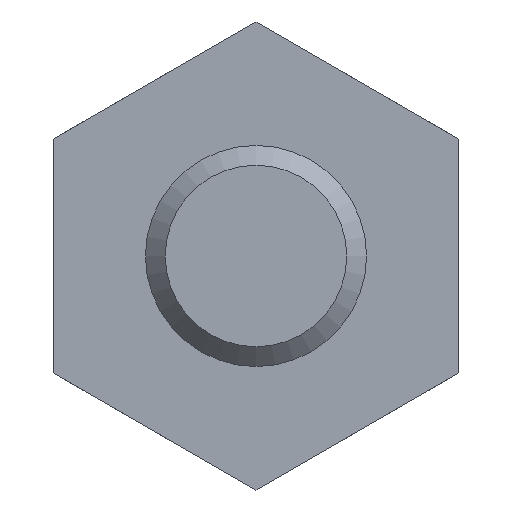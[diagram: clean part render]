
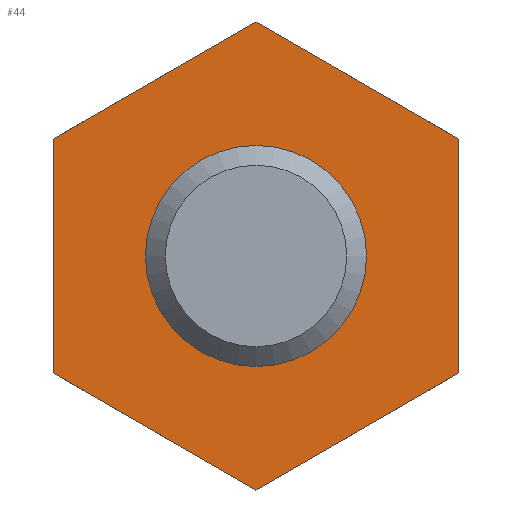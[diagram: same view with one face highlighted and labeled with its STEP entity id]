
A CAD part, front view. The second image highlights one B-rep face of the part: STEP entity #44.
In plain terms, the highlighted planar face has unit normal (0, -1, 0).
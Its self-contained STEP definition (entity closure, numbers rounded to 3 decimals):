
#44 = ADVANCED_FACE( '', ( #94, #95 ), #96, .F. );
#94 = FACE_BOUND( '', #150, .T. );
#95 = FACE_OUTER_BOUND( '', #151, .T. );
#96 = PLANE( '', #152 );
#150 = EDGE_LOOP( '', ( #209 ) );
#151 = EDGE_LOOP( '', ( #210, #211, #212, #213, #214, #215 ) );
#152 = AXIS2_PLACEMENT_3D( '', #216, #217, #218 );
#209 = ORIENTED_EDGE( '', *, *, #295, .F. );
#210 = ORIENTED_EDGE( '', *, *, #304, .F. );
#211 = ORIENTED_EDGE( '', *, *, #305, .F. );
#212 = ORIENTED_EDGE( '', *, *, #306, .F. );
#213 = ORIENTED_EDGE( '', *, *, #301, .F. );
#214 = ORIENTED_EDGE( '', *, *, #307, .T. );
#215 = ORIENTED_EDGE( '', *, *, #308, .F. );
#216 = CARTESIAN_POINT( '', ( 16., 0., 0. ) );
#217 = DIRECTION( '', ( 0., 1., 0. ) );
#218 = DIRECTION( '', ( 0., 0., 1. ) );
#295 = EDGE_CURVE( '', #335, #335, #336, .T. );
#301 = EDGE_CURVE( '', #344, #346, #347, .T. );
#304 = EDGE_CURVE( '', #350, #351, #352, .T. );
#305 = EDGE_CURVE( '', #353, #350, #354, .T. );
#306 = EDGE_CURVE( '', #346, #353, #355, .T. );
#307 = EDGE_CURVE( '', #344, #356, #357, .T. );
#308 = EDGE_CURVE( '', #351, #356, #358, .T. );
#335 = VERTEX_POINT( '', #391 );
#336 = CIRCLE( '', #392, 4.7 );
#344 = VERTEX_POINT( '', #400 );
#346 = VERTEX_POINT( '', #403 );
#347 = LINE( '', #404, #405 );
#350 = VERTEX_POINT( '', #409 );
#351 = VERTEX_POINT( '', #410 );
#352 = LINE( '', #411, #412 );
#353 = VERTEX_POINT( '', #413 );
#354 = LINE( '', #414, #415 );
#355 = LINE( '', #416, #417 );
#356 = VERTEX_POINT( '', #418 );
#357 = LINE( '', #419, #420 );
#358 = LINE( '', #421, #422 );
#391 = CARTESIAN_POINT( '', ( 0., 0., -4.7 ) );
#392 = AXIS2_PLACEMENT_3D( '', #459, #460, #461 );
#400 = CARTESIAN_POINT( '', ( 11., 0., -6.351 ) );
#403 = CARTESIAN_POINT( '', ( 0., 0., -12.702 ) );
#404 = CARTESIAN_POINT( '', ( 11., 0., -6.351 ) );
#405 = VECTOR( '', #469, 1000. );
#409 = CARTESIAN_POINT( '', ( -11., 0., 6.351 ) );
#410 = CARTESIAN_POINT( '', ( 0., 0., 12.702 ) );
#411 = CARTESIAN_POINT( '', ( -11., 0., 6.351 ) );
#412 = VECTOR( '', #471, 1000. );
#413 = CARTESIAN_POINT( '', ( -11., 0., -6.351 ) );
#414 = CARTESIAN_POINT( '', ( -11., 0., -6.351 ) );
#415 = VECTOR( '', #472, 1000. );
#416 = CARTESIAN_POINT( '', ( 0., 0., -12.702 ) );
#417 = VECTOR( '', #473, 1000. );
#418 = CARTESIAN_POINT( '', ( 11., 0., 6.351 ) );
#419 = CARTESIAN_POINT( '', ( 11., 0., 0. ) );
#420 = VECTOR( '', #474, 1000. );
#421 = CARTESIAN_POINT( '', ( 0., 0., 12.702 ) );
#422 = VECTOR( '', #475, 1000. );
#459 = CARTESIAN_POINT( '', ( 0., 0., 0. ) );
#460 = DIRECTION( '', ( 0., -1., 0. ) );
#461 = DIRECTION( '', ( 0., 0., -1. ) );
#469 = DIRECTION( '', ( -0.866, 0., -0.5 ) );
#471 = DIRECTION( '', ( 0.866, 0., 0.5 ) );
#472 = DIRECTION( '', ( 0., 0., 1. ) );
#473 = DIRECTION( '', ( -0.866, 0., 0.5 ) );
#474 = DIRECTION( '', ( 0., 0., 1. ) );
#475 = DIRECTION( '', ( 0.866, 0., -0.5 ) );
